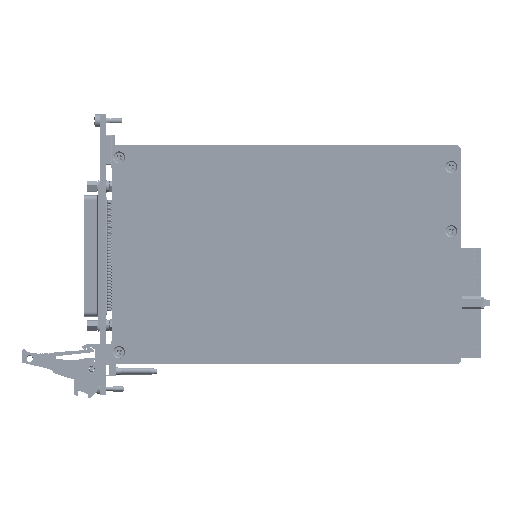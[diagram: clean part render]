
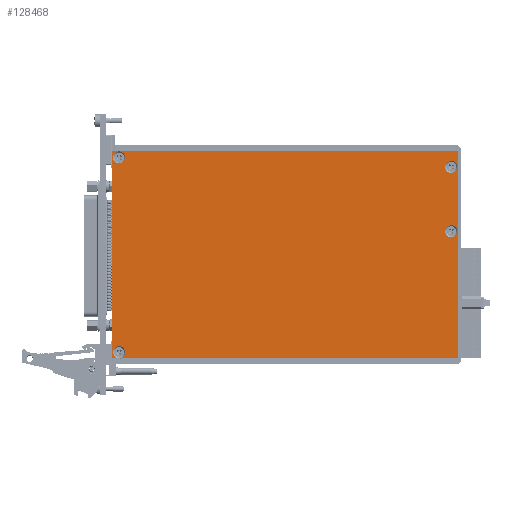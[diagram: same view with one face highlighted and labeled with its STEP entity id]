
A CAD part, top view. The second image highlights one B-rep face of the part: STEP entity #128468.
In plain terms, the highlighted planar face has unit normal (0, 0, 1).
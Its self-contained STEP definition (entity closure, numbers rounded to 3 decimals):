
#13 = DIRECTION ( 'NONE',  ( 0., 0., 1. ) ) ;
#1804 = EDGE_LOOP ( 'NONE', ( #148607, #93819 ) ) ;
#3692 = ORIENTED_EDGE ( 'NONE', *, *, #115695, .F. ) ;
#5278 = CARTESIAN_POINT ( 'NONE',  ( 158.474, 94.742, 1. ) ) ;
#6506 = EDGE_CURVE ( 'NONE', #73403, #188252, #56271, .T. ) ;
#6511 = DIRECTION ( 'NONE',  ( 1., 0., 0. ) ) ;
#7974 = CARTESIAN_POINT ( 'NONE',  ( 158.474, 0., 1. ) ) ;
#11928 = CARTESIAN_POINT ( 'NONE',  ( 0., 94.742, 1. ) ) ;
#14365 = ORIENTED_EDGE ( 'NONE', *, *, #44608, .T. ) ;
#16823 = CARTESIAN_POINT ( 'NONE',  ( 3.407, 91.9, 1. ) ) ;
#22113 = CARTESIAN_POINT ( 'NONE',  ( 155.321, 58.166, 1. ) ) ;
#22165 = DIRECTION ( 'NONE',  ( 0., 0., 1. ) ) ;
#23579 = AXIS2_PLACEMENT_3D ( 'NONE', #134834, #22165, #118186 ) ;
#24145 = DIRECTION ( 'NONE',  ( 0., 0., 1. ) ) ;
#25874 = DIRECTION ( 'NONE',  ( 0., 0., 1. ) ) ;
#29641 = FACE_BOUND ( 'NONE', #95976, .T. ) ;
#30443 = CARTESIAN_POINT ( 'NONE',  ( 155.321, 58.166, 1. ) ) ;
#30535 = CARTESIAN_POINT ( 'NONE',  ( 152.571, 87.593, 1. ) ) ;
#32245 = CARTESIAN_POINT ( 'NONE',  ( 0., 0., 1. ) ) ;
#32373 = CARTESIAN_POINT ( 'NONE',  ( 155.321, 87.593, 1. ) ) ;
#36502 = DIRECTION ( 'NONE',  ( 1., 0., 0. ) ) ;
#37474 = CIRCLE ( 'NONE', #54115, 2.75 ) ;
#40488 = CARTESIAN_POINT ( 'NONE',  ( 155.321, 87.593, 1. ) ) ;
#43114 = CARTESIAN_POINT ( 'NONE',  ( 152.571, 58.166, 1. ) ) ;
#43934 = AXIS2_PLACEMENT_3D ( 'NONE', #22113, #24145, #6511 ) ;
#44608 = EDGE_CURVE ( 'NONE', #154981, #95381, #100279, .T. ) ;
#45309 = DIRECTION ( 'NONE',  ( 0., 0., -1. ) ) ;
#45629 = EDGE_CURVE ( 'NONE', #155095, #70485, #115819, .T. ) ;
#46107 = DIRECTION ( 'NONE',  ( 0., 0., 1. ) ) ;
#49131 = AXIS2_PLACEMENT_3D ( 'NONE', #32373, #13, #78184 ) ;
#49559 = EDGE_CURVE ( 'NONE', #148491, #101372, #173353, .T. ) ;
#50959 = CARTESIAN_POINT ( 'NONE',  ( 158.474, 94.742, 1. ) ) ;
#51976 = DIRECTION ( 'NONE',  ( 0., 1., 0. ) ) ;
#54115 = AXIS2_PLACEMENT_3D ( 'NONE', #30443, #94075, #112885 ) ;
#54830 = CARTESIAN_POINT ( 'NONE',  ( 6.157, 2.9, 1. ) ) ;
#56271 = CIRCLE ( 'NONE', #69618, 2.75 ) ;
#56781 = LINE ( 'NONE', #50959, #119028 ) ;
#58741 = CIRCLE ( 'NONE', #112121, 2.75 ) ;
#59047 = CARTESIAN_POINT ( 'NONE',  ( 0.657, 2.9, 1. ) ) ;
#62579 = EDGE_CURVE ( 'NONE', #101372, #148491, #111326, .T. ) ;
#63697 = DIRECTION ( 'NONE',  ( 1., 0., 0. ) ) ;
#64863 = DIRECTION ( 'NONE',  ( -1., 0., 0. ) ) ;
#68691 = VERTEX_POINT ( 'NONE', #151952 ) ;
#69618 = AXIS2_PLACEMENT_3D ( 'NONE', #40488, #25874, #88481 ) ;
#70485 = VERTEX_POINT ( 'NONE', #7974 ) ;
#70614 = CARTESIAN_POINT ( 'NONE',  ( 3.407, 2.9, 1. ) ) ;
#71103 = AXIS2_PLACEMENT_3D ( 'NONE', #70614, #89443, #135396 ) ;
#71309 = ORIENTED_EDGE ( 'NONE', *, *, #49559, .F. ) ;
#73403 = VERTEX_POINT ( 'NONE', #161532 ) ;
#75482 = DIRECTION ( 'NONE',  ( -1., 0., 0. ) ) ;
#78184 = DIRECTION ( 'NONE',  ( 1., 0., 0. ) ) ;
#78793 = CARTESIAN_POINT ( 'NONE',  ( 0., 0., 1. ) ) ;
#80225 = CARTESIAN_POINT ( 'NONE',  ( 0., 0., 1. ) ) ;
#80763 = CARTESIAN_POINT ( 'NONE',  ( 3.407, 91.9, 1. ) ) ;
#80853 = VECTOR ( 'NONE', #64863, 1000. ) ;
#82700 = AXIS2_PLACEMENT_3D ( 'NONE', #11928, #45309, #75482 ) ;
#84753 = CARTESIAN_POINT ( 'NONE',  ( 158.071, 58.166, 1. ) ) ;
#86734 = ORIENTED_EDGE ( 'NONE', *, *, #62579, .F. ) ;
#88481 = DIRECTION ( 'NONE',  ( 1., 0., 0. ) ) ;
#89279 = EDGE_CURVE ( 'NONE', #70485, #154981, #56781, .T. ) ;
#89443 = DIRECTION ( 'NONE',  ( 0., 0., 1. ) ) ;
#89553 = VERTEX_POINT ( 'NONE', #84753 ) ;
#93819 = ORIENTED_EDGE ( 'NONE', *, *, #195257, .F. ) ;
#94075 = DIRECTION ( 'NONE',  ( 0., 0., 1. ) ) ;
#95381 = VERTEX_POINT ( 'NONE', #205543 ) ;
#95976 = EDGE_LOOP ( 'NONE', ( #119242, #125042 ) ) ;
#96495 = DIRECTION ( 'NONE',  ( 1., 0., 0. ) ) ;
#100279 = LINE ( 'NONE', #194170, #80853 ) ;
#100453 = CIRCLE ( 'NONE', #43934, 2.75 ) ;
#101372 = VERTEX_POINT ( 'NONE', #59047 ) ;
#102547 = EDGE_LOOP ( 'NONE', ( #198849, #194416, #141119, #14365 ) ) ;
#106526 = CIRCLE ( 'NONE', #193132, 2.75 ) ;
#108086 = VECTOR ( 'NONE', #159149, 1000. ) ;
#111326 = CIRCLE ( 'NONE', #71103, 2.75 ) ;
#112121 = AXIS2_PLACEMENT_3D ( 'NONE', #16823, #46107, #63697 ) ;
#112885 = DIRECTION ( 'NONE',  ( 1., 0., 0. ) ) ;
#115695 = EDGE_CURVE ( 'NONE', #68691, #118044, #58741, .T. ) ;
#115819 = LINE ( 'NONE', #80225, #188109 ) ;
#118044 = VERTEX_POINT ( 'NONE', #179324 ) ;
#118095 = DIRECTION ( 'NONE',  ( 0., 0., 1. ) ) ;
#118186 = DIRECTION ( 'NONE',  ( 1., 0., 0. ) ) ;
#118884 = EDGE_CURVE ( 'NONE', #118044, #68691, #106526, .T. ) ;
#119028 = VECTOR ( 'NONE', #51976, 1000. ) ;
#119084 = CIRCLE ( 'NONE', #49131, 2.75 ) ;
#119242 = ORIENTED_EDGE ( 'NONE', *, *, #131292, .F. ) ;
#124824 = LINE ( 'NONE', #78793, #108086 ) ;
#125042 = ORIENTED_EDGE ( 'NONE', *, *, #198337, .F. ) ;
#128468 = ADVANCED_FACE ( 'NONE', ( #141242, #153741, #29641, #204829, #154792 ), #139170, .F. ) ;
#131292 = EDGE_CURVE ( 'NONE', #89553, #160588, #37474, .T. ) ;
#134834 = CARTESIAN_POINT ( 'NONE',  ( 3.407, 2.9, 1. ) ) ;
#135396 = DIRECTION ( 'NONE',  ( 1., 0., 0. ) ) ;
#139170 = PLANE ( 'NONE',  #82700 ) ;
#141119 = ORIENTED_EDGE ( 'NONE', *, *, #89279, .T. ) ;
#141242 = FACE_BOUND ( 'NONE', #162629, .T. ) ;
#148491 = VERTEX_POINT ( 'NONE', #54830 ) ;
#148607 = ORIENTED_EDGE ( 'NONE', *, *, #6506, .F. ) ;
#151952 = CARTESIAN_POINT ( 'NONE',  ( 0.657, 91.9, 1. ) ) ;
#153741 = FACE_BOUND ( 'NONE', #171828, .T. ) ;
#154792 = FACE_BOUND ( 'NONE', #1804, .T. ) ;
#154981 = VERTEX_POINT ( 'NONE', #5278 ) ;
#155095 = VERTEX_POINT ( 'NONE', #32245 ) ;
#159149 = DIRECTION ( 'NONE',  ( 0., -1., 0. ) ) ;
#160588 = VERTEX_POINT ( 'NONE', #43114 ) ;
#161532 = CARTESIAN_POINT ( 'NONE',  ( 158.071, 87.593, 1. ) ) ;
#162629 = EDGE_LOOP ( 'NONE', ( #171328, #3692 ) ) ;
#171328 = ORIENTED_EDGE ( 'NONE', *, *, #118884, .F. ) ;
#171828 = EDGE_LOOP ( 'NONE', ( #71309, #86734 ) ) ;
#173353 = CIRCLE ( 'NONE', #23579, 2.75 ) ;
#179324 = CARTESIAN_POINT ( 'NONE',  ( 6.157, 91.9, 1. ) ) ;
#188109 = VECTOR ( 'NONE', #36502, 1000. ) ;
#188252 = VERTEX_POINT ( 'NONE', #30535 ) ;
#192662 = EDGE_CURVE ( 'NONE', #95381, #155095, #124824, .T. ) ;
#193132 = AXIS2_PLACEMENT_3D ( 'NONE', #80763, #118095, #96495 ) ;
#194170 = CARTESIAN_POINT ( 'NONE',  ( 0., 94.742, 1. ) ) ;
#194416 = ORIENTED_EDGE ( 'NONE', *, *, #45629, .T. ) ;
#195257 = EDGE_CURVE ( 'NONE', #188252, #73403, #119084, .T. ) ;
#198337 = EDGE_CURVE ( 'NONE', #160588, #89553, #100453, .T. ) ;
#198849 = ORIENTED_EDGE ( 'NONE', *, *, #192662, .T. ) ;
#204829 = FACE_OUTER_BOUND ( 'NONE', #102547, .T. ) ;
#205543 = CARTESIAN_POINT ( 'NONE',  ( 0., 94.742, 1. ) ) ;
